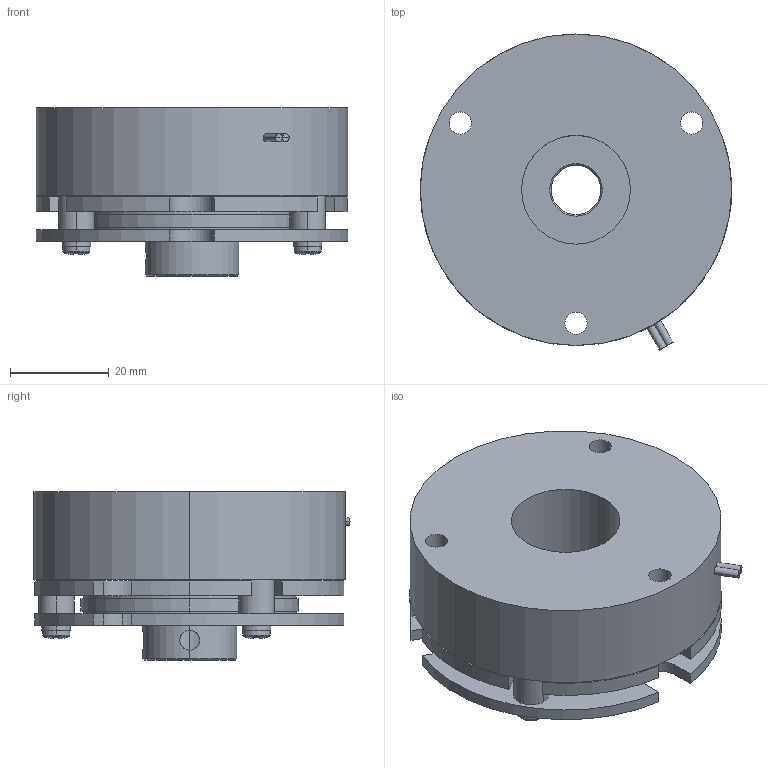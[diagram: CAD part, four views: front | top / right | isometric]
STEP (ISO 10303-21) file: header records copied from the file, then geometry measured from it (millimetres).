
FILE_DESCRIPTION (( 'STEP AP203' ), '1' );
FILE_NAME ('MCNB 10G_25244700.STEP', '2016-05-27T05:58:10', ( ' ' ), ( '' ), 'SwSTEP 2.0', 'SolidWorks 2009', '' );
FILE_SCHEMA (( 'CONFIG_CONTROL_DESIGN' ));
Length unit declared in the file: millimetre
Products named in the file (1): MCNB 10G_25244700
Bounding box: 63 x 63.91 x 34 mm (x, y, z)
Volume: 67818.9 mm3; surface area: 24201.3 mm2
Topology: 3 solids, 6 shells, 208 faces, 544 edges, 350 vertices
Faces by surface type: cylinder 88, plane 80, cone 20, torus 14, sphere 6
Entity records: 6809 total; most frequent: CARTESIAN_POINT 1391, DIRECTION 1208, ORIENTED_EDGE 1072, EDGE_CURVE 536, AXIS2_PLACEMENT_3D 495, VERTEX_POINT 350, CIRCLE 286, EDGE_LOOP 248
